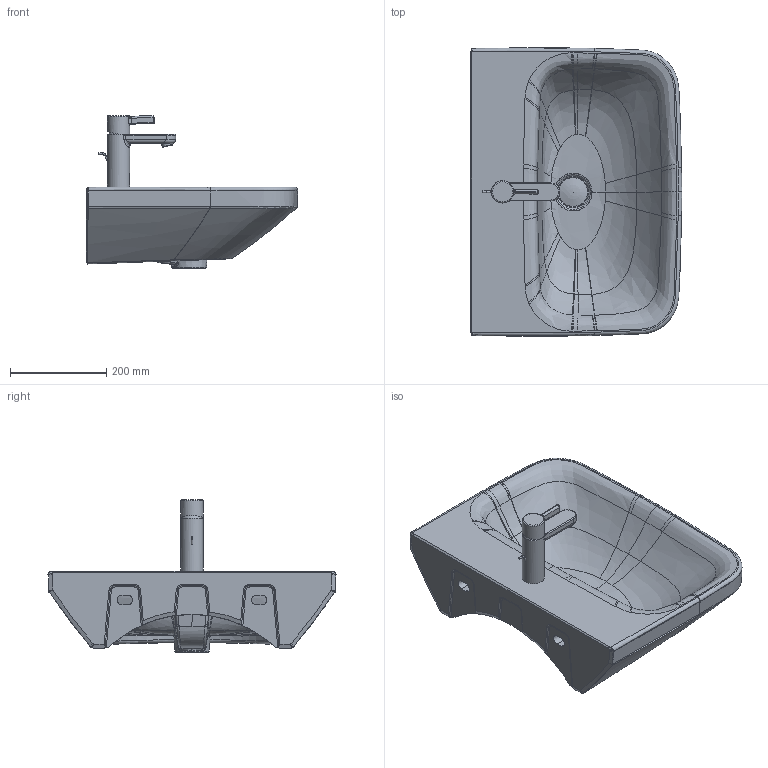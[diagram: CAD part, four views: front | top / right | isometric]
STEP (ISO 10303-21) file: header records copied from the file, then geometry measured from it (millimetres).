
FILE_DESCRIPTION((''),'2;1');
FILE_NAME('232460.stp','2013-10-10T09:08:23',('Administrator'),(''),'Autodesk Inventor 2011','Autodesk Inventor 2011','');
FILE_SCHEMA(('CONFIG_CONTROL_DESIGN'));
Length unit declared in the file: millimetre
Products named in the file (10): 232460; Armatur Durastyle Waschtisch; Fassung Sieb; Griff; Gehäuse; Hebel_Ventil; Gleitring; Kelch; Stopfen
Assembly tree (9 placements, depth 3):
  232460
    232460
    Armatur Durastyle Waschtisch
      Fassung Sieb
      Griff
      Gehäuse
      Hebel_Ventil
      Gleitring
    Kelch
    Stopfen
Bounding box: 440.07 x 599.94 x 317.8 mm (x, y, z)
Volume: 14057074.3 mm3; surface area: 963811.7 mm2
Topology: 7 solids, 10 shells, 573 faces, 1396 edges, 835 vertices
Faces by surface type: bspline 374, cylinder 85, plane 80, torus 20, sphere 9, cone 5
Full cylindrical faces by diameter (mm): 4 x2, 20.15 x1, 21.15 x1, 23.15 x1, 35 x1, 42 x1, 44 x1, 46 x2, 60 x1
Entity records: 83572 total; most frequent: CARTESIAN_POINT 72041, ORIENTED_EDGE 2712, DIRECTION 1588, EDGE_CURVE 1358, VERTEX_POINT 825, AXIS2_PLACEMENT_3D 660, B_SPLINE_CURVE_WITH_KNOTS 645, EDGE_LOOP 627
